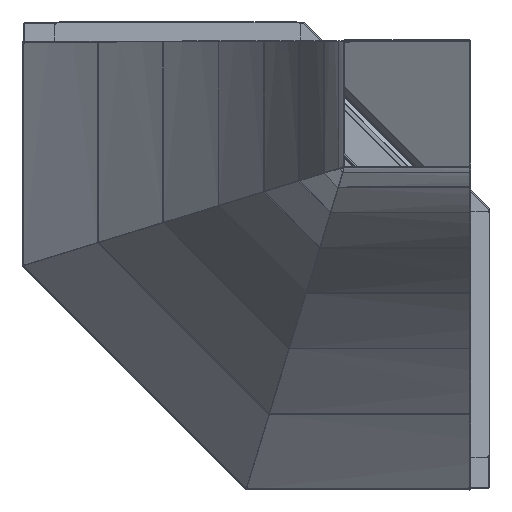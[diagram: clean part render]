
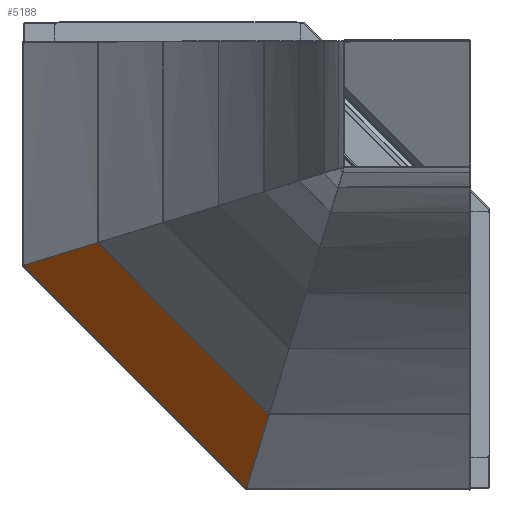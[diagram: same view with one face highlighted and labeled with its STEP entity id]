
A CAD part, top view. The second image highlights one B-rep face of the part: STEP entity #5188.
In plain terms, the highlighted cylindrical face has radius 3098.2 mm (diameter 6196.39 mm), a partial arc.
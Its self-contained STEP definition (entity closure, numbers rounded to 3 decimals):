
#5188=ADVANCED_FACE('',(#11935),#11936,.F.);
#11935=FACE_OUTER_BOUND('',#21677,.T.);
#11936=CYLINDRICAL_SURFACE('',#21678,3098.197);
#21677=EDGE_LOOP('',(#52971,#52972,#52973,#52974));
#21678=AXIS2_PLACEMENT_3D('',#52975,#52976,#52977);
#52971=ORIENTED_EDGE('',*,*,#74876,.F.);
#52972=ORIENTED_EDGE('',*,*,#74924,.F.);
#52973=ORIENTED_EDGE('',*,*,#74927,.F.);
#52974=ORIENTED_EDGE('',*,*,#74883,.F.);
#52975=CARTESIAN_POINT('',(-2434.455,-1868.769,3306.341));
#52976=DIRECTION('',(0.707,-0.707,0.0));
#52977=DIRECTION('',(0.707,0.707,0.0));
#74876=EDGE_CURVE('',#85221,#85224,#85225,.T.);
#74883=EDGE_CURVE('',#85224,#85231,#85236,.T.);
#74924=EDGE_CURVE('',#85250,#85221,#85295,.T.);
#74927=EDGE_CURVE('',#85231,#85250,#85298,.T.);
#85221=VERTEX_POINT('',#101216);
#85224=VERTEX_POINT('',#101220);
#85225=B_SPLINE_CURVE_WITH_KNOTS('',3,(#101221,#101222,#101223,#101224),.UNSPECIFIED.,.F.,.F.,(4,4),(0.0,1.0),.UNSPECIFIED.);
#85231=VERTEX_POINT('',#101248);
#85236=LINE('',#101272,#101273);
#85250=VERTEX_POINT('',#101329);
#85295=LINE('',#101484,#101485);
#85298=B_SPLINE_CURVE_WITH_KNOTS('',3,(#101489,#101490,#101491,#101492),.UNSPECIFIED.,.F.,.F.,(4,4),(0.0,1.0),.UNSPECIFIED.);
#101216=CARTESIAN_POINT('',(-494.384,-877.196,1003.83));
#101220=CARTESIAN_POINT('',(-545.676,-1045.221,873.14));
#101221=CARTESIAN_POINT('',(-494.384,-877.196,1003.83));
#101222=CARTESIAN_POINT('',(-511.064,-931.878,958.399));
#101223=CARTESIAN_POINT('',(-528.186,-987.886,914.844));
#101224=CARTESIAN_POINT('',(-545.676,-1045.221,873.14));
#101248=CARTESIAN_POINT('',(-1045.221,-545.676,873.14));
#101272=CARTESIAN_POINT('',(-1078.291,-512.605,873.14));
#101273=VECTOR('',#136404,1.0);
#101329=CARTESIAN_POINT('',(-877.196,-494.384,1003.83));
#101484=CARTESIAN_POINT('',(-877.196,-494.384,1003.83));
#101485=VECTOR('',#136421,1.0);
#101489=CARTESIAN_POINT('',(-1045.221,-545.676,873.14));
#101490=CARTESIAN_POINT('',(-987.886,-528.186,914.844));
#101491=CARTESIAN_POINT('',(-931.878,-511.064,958.399));
#101492=CARTESIAN_POINT('',(-877.196,-494.384,1003.83));
#136404=DIRECTION('',(-0.707,0.707,0.0));
#136421=DIRECTION('',(0.707,-0.707,0.0));
